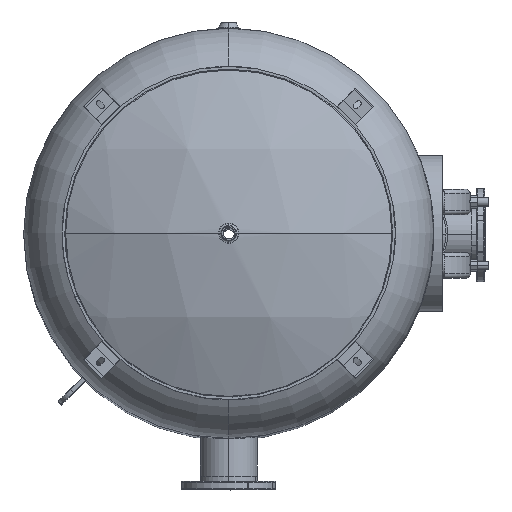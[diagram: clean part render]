
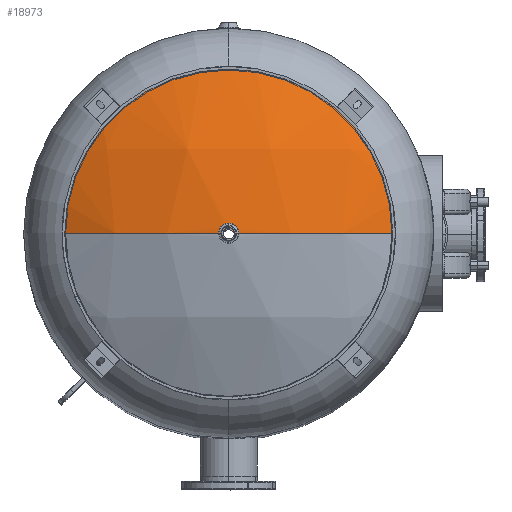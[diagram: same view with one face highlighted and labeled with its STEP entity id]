
A CAD part, top view. The second image highlights one B-rep face of the part: STEP entity #18973.
In plain terms, the highlighted spherical face has radius 1097.28 mm.
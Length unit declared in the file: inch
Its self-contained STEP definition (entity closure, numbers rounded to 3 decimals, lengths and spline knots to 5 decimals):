
#509 = EDGE_LOOP ( 'NONE', ( #1289, #1288, #1287, #1286, #1285 ) ) ;
#1080 = VERTEX_POINT ( 'NONE', #13883 ) ;
#1105 = VERTEX_POINT ( 'NONE', #13863 ) ;
#1119 = VERTEX_POINT ( 'NONE', #13846 ) ;
#1124 = VERTEX_POINT ( 'NONE', #13830 ) ;
#1285 = ORIENTED_EDGE ( 'NONE', *, *, #20004, .F. ) ;
#1286 = ORIENTED_EDGE ( 'NONE', *, *, #20186, .F. ) ;
#1287 = ORIENTED_EDGE ( 'NONE', *, *, #20185, .T. ) ;
#1288 = ORIENTED_EDGE ( 'NONE', *, *, #20003, .F. ) ;
#1289 = ORIENTED_EDGE ( 'NONE', *, *, #20189, .F. ) ;
#1901 = DIRECTION ( 'NONE',  ( 0., 1., 0. ) ) ;
#1903 = DIRECTION ( 'NONE',  ( 0., 0., -1. ) ) ;
#1904 = CARTESIAN_POINT ( 'NONE',  ( 0., 0., 67.49884 ) ) ;
#1906 = DIRECTION ( 'NONE',  ( -1., 0., 0. ) ) ;
#1907 = DIRECTION ( 'NONE',  ( 0., 0., 1. ) ) ;
#1908 = CARTESIAN_POINT ( 'NONE',  ( 0., 0., 71.99031 ) ) ;
#6446 = VERTEX_POINT ( 'NONE', #14399 ) ;
#10292 = CARTESIAN_POINT ( 'NONE',  ( 0., 0., 28.8 ) ) ;
#10293 = DIRECTION ( 'NONE',  ( 0., 1., 0. ) ) ;
#10294 = DIRECTION ( 'NONE',  ( 0., 0., 1. ) ) ;
#10295 = CARTESIAN_POINT ( 'NONE',  ( 0., 0., 67.49884 ) ) ;
#10296 = DIRECTION ( 'NONE',  ( 0., 0., -1. ) ) ;
#10297 = DIRECTION ( 'NONE',  ( 0., 1., 0. ) ) ;
#10308 = CARTESIAN_POINT ( 'NONE',  ( 0., 0., 28.8 ) ) ;
#10309 = DIRECTION ( 'NONE',  ( 0., -1., 0. ) ) ;
#10310 = DIRECTION ( 'NONE',  ( 0., 0., -1. ) ) ;
#13830 = CARTESIAN_POINT ( 'NONE',  ( 0., 19.2, 67.49884 ) ) ;
#13846 = CARTESIAN_POINT ( 'NONE',  ( -0.915, 0., 71.99031 ) ) ;
#13863 = CARTESIAN_POINT ( 'NONE',  ( 0.915, 0., 71.99031 ) ) ;
#13883 = CARTESIAN_POINT ( 'NONE',  ( -19.2, 0., 67.49884 ) ) ;
#14399 = CARTESIAN_POINT ( 'NONE',  ( 19.2, 0., 67.49884 ) ) ;
#14832 = DIRECTION ( 'NONE',  ( 1., 0., 0. ) ) ;
#14838 = DIRECTION ( 'NONE',  ( 0., -1., 0. ) ) ;
#14871 = SPHERICAL_SURFACE ( 'NONE', #16047, 43.2 ) ;
#14878 = FACE_OUTER_BOUND ( 'NONE', #509, .T. ) ;
#14886 = CARTESIAN_POINT ( 'NONE',  ( 0., 0., 28.8 ) ) ;
#16047 = AXIS2_PLACEMENT_3D ( 'NONE', #14886, #14838, #14832 ) ;
#16050 = CIRCLE ( 'NONE', #16107, 19.2 ) ;
#16090 = AXIS2_PLACEMENT_3D ( 'NONE', #1908, #1907, #1906 ) ;
#16104 = CIRCLE ( 'NONE', #16090, 0.915 ) ;
#16107 = AXIS2_PLACEMENT_3D ( 'NONE', #1904, #1903, #1901 ) ;
#16411 = CIRCLE ( 'NONE', #16413, 43.2 ) ;
#16412 = CIRCLE ( 'NONE', #16415, 19.2 ) ;
#16413 = AXIS2_PLACEMENT_3D ( 'NONE', #10292, #10293, #10294 ) ;
#16415 = AXIS2_PLACEMENT_3D ( 'NONE', #10295, #10296, #10297 ) ;
#16418 = CIRCLE ( 'NONE', #16421, 43.2 ) ;
#16421 = AXIS2_PLACEMENT_3D ( 'NONE', #10308, #10309, #10310 ) ;
#18973 = ADVANCED_FACE ( 'NONE', ( #14878 ), #14871, .T. ) ;
#20003 = EDGE_CURVE ( 'NONE', #1105, #1119, #16104, .T. ) ;
#20004 = EDGE_CURVE ( 'NONE', #1080, #1124, #16050, .T. ) ;
#20185 = EDGE_CURVE ( 'NONE', #1105, #6446, #16411, .T. ) ;
#20186 = EDGE_CURVE ( 'NONE', #1124, #6446, #16412, .T. ) ;
#20189 = EDGE_CURVE ( 'NONE', #1119, #1080, #16418, .T. ) ;
